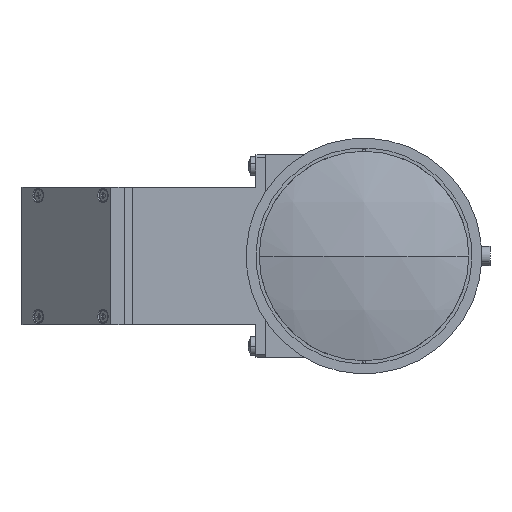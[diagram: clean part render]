
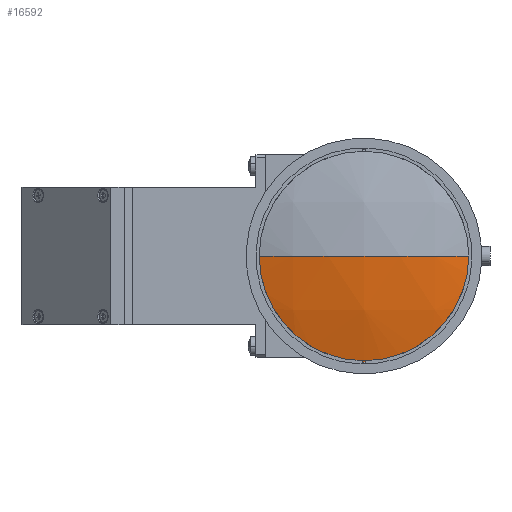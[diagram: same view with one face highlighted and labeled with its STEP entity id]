
A CAD part, left-side view. The second image highlights one B-rep face of the part: STEP entity #16592.
In plain terms, the highlighted spherical face has radius 113.68 mm.
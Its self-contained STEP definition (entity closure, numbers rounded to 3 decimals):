
#6 = ORIENTED_EDGE ( 'NONE', *, *, #1742, .F. ) ;
#115 = EDGE_CURVE ( 'NONE', #9333, #10698, #6736, .T. ) ;
#311 = DIRECTION ( 'NONE',  ( -1., 0., 0. ) ) ;
#598 = DIRECTION ( 'NONE',  ( 0., 1., 0. ) ) ;
#776 = DIRECTION ( 'NONE',  ( 1., 0., 0. ) ) ;
#1742 = EDGE_CURVE ( 'NONE', #16540, #10698, #12021, .T. ) ;
#1782 = CARTESIAN_POINT ( 'NONE',  ( 4.745, 32.5, 0. ) ) ;
#1871 = CARTESIAN_POINT ( 'NONE',  ( 113.68, 0., 0. ) ) ;
#3665 = ORIENTED_EDGE ( 'NONE', *, *, #8298, .T. ) ;
#4309 = AXIS2_PLACEMENT_3D ( 'NONE', #5504, #10563, #598 ) ;
#4727 = CARTESIAN_POINT ( 'NONE',  ( 4.745, -32.5, 0. ) ) ;
#4749 = AXIS2_PLACEMENT_3D ( 'NONE', #1871, #13264, #776 ) ;
#5504 = CARTESIAN_POINT ( 'NONE',  ( 113.68, 0., 0. ) ) ;
#6736 = CIRCLE ( 'NONE', #16178, 113.68 ) ;
#6933 = SPHERICAL_SURFACE ( 'NONE', #4309, 113.68 ) ;
#7784 = CIRCLE ( 'NONE', #8339, 32.5 ) ;
#8199 = DIRECTION ( 'NONE',  ( 0., 1., 0. ) ) ;
#8298 = EDGE_CURVE ( 'NONE', #16540, #9333, #7784, .T. ) ;
#8339 = AXIS2_PLACEMENT_3D ( 'NONE', #11962, #311, #15769 ) ;
#8584 = EDGE_LOOP ( 'NONE', ( #3665, #12126, #6 ) ) ;
#8763 = CARTESIAN_POINT ( 'NONE',  ( 0., 0., 0. ) ) ;
#9333 = VERTEX_POINT ( 'NONE', #4727 ) ;
#10563 = DIRECTION ( 'NONE',  ( 0., 0., -1. ) ) ;
#10640 = DIRECTION ( 'NONE',  ( 0., 0., -1. ) ) ;
#10698 = VERTEX_POINT ( 'NONE', #8763 ) ;
#11908 = FACE_OUTER_BOUND ( 'NONE', #8584, .T. ) ;
#11962 = CARTESIAN_POINT ( 'NONE',  ( 4.745, 0., 0. ) ) ;
#12021 = CIRCLE ( 'NONE', #4749, 113.68 ) ;
#12126 = ORIENTED_EDGE ( 'NONE', *, *, #115, .T. ) ;
#13264 = DIRECTION ( 'NONE',  ( 0., 0., 1. ) ) ;
#13417 = CARTESIAN_POINT ( 'NONE',  ( 113.68, 0., 0. ) ) ;
#15769 = DIRECTION ( 'NONE',  ( 0., 0., 1. ) ) ;
#16178 = AXIS2_PLACEMENT_3D ( 'NONE', #13417, #10640, #8199 ) ;
#16540 = VERTEX_POINT ( 'NONE', #1782 ) ;
#16592 = ADVANCED_FACE ( 'NONE', ( #11908 ), #6933, .T. ) ;
